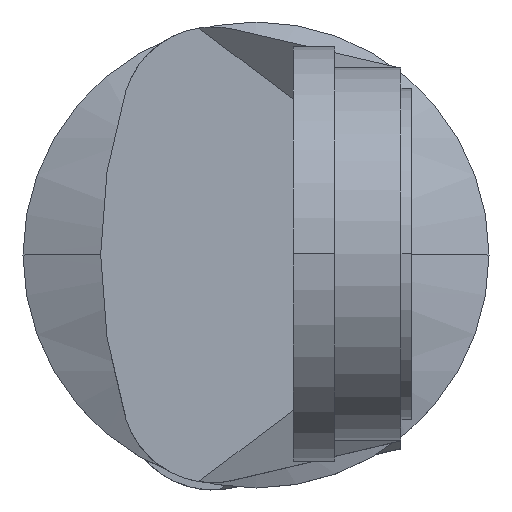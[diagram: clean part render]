
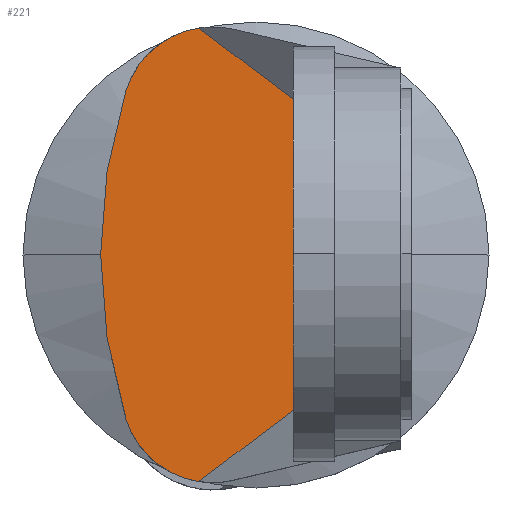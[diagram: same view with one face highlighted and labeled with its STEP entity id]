
A CAD part, top view. The second image highlights one B-rep face of the part: STEP entity #221.
In plain terms, the highlighted planar face has unit normal (0, 0, 1).
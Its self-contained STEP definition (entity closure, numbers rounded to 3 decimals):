
#221=ADVANCED_FACE('',(#462),#461,.F.);
#461=PLANE('',#1289);
#462=FACE_OUTER_BOUND('',#1290,.T.);
#1286=CARTESIAN_POINT('',(5.058,-13.136,92.2));
#1287=DIRECTION('',(0.,0.,-1.));
#1288=DIRECTION('',(-1.,0.,0.));
#1289=AXIS2_PLACEMENT_3D('',#1286,#1287,#1288);
#1290=EDGE_LOOP('',(#1839,#1840,#1841,#1842,#1843,#1844));
#1839=ORIENTED_EDGE('',*,*,#2208,.F.);
#1840=ORIENTED_EDGE('',*,*,#2207,.F.);
#1841=ORIENTED_EDGE('',*,*,#2209,.F.);
#1842=ORIENTED_EDGE('',*,*,#2201,.F.);
#1843=ORIENTED_EDGE('',*,*,#2210,.F.);
#1844=ORIENTED_EDGE('',*,*,#2211,.F.);
#2201=EDGE_CURVE('',#2640,#2648,#2649,.T.);
#2207=EDGE_CURVE('',#2683,#2669,#2690,.T.);
#2208=EDGE_CURVE('',#2669,#2696,#2697,.T.);
#2209=EDGE_CURVE('',#2648,#2683,#2703,.T.);
#2210=EDGE_CURVE('',#2709,#2640,#2710,.T.);
#2211=EDGE_CURVE('',#2696,#2709,#2716,.T.);
#2640=VERTEX_POINT('',#3857);
#2648=VERTEX_POINT('',#3862);
#2649=LINE('',#3863,#3864);
#2669=VERTEX_POINT('',#3874);
#2683=VERTEX_POINT('',#3882);
#2690=LINE('',#3886,#3887);
#2696=VERTEX_POINT('',#3889);
#2697=CIRCLE('',#3893,4.397);
#2703=LINE('',#3894,#3895);
#2709=VERTEX_POINT('',#3897);
#2710=CIRCLE('',#3901,4.397);
#2716=CIRCLE('',#3905,26.323);
#3857=CARTESIAN_POINT('',(-2.766,10.947,92.2));
#3862=CARTESIAN_POINT('',(3.8,6.,92.2));
#3863=CARTESIAN_POINT('',(-2.766,10.947,92.2));
#3864=VECTOR('',#3865,8.221);
#3865=DIRECTION('',(0.799,-0.602,0.));
#3874=CARTESIAN_POINT('',(-2.766,-10.947,92.2));
#3882=CARTESIAN_POINT('',(3.8,-6.,92.2));
#3886=CARTESIAN_POINT('',(3.8,-6.,92.2));
#3887=VECTOR('',#3888,8.221);
#3888=DIRECTION('',(-0.799,-0.602,0.));
#3889=CARTESIAN_POINT('',(-6.278,-7.927,92.2));
#3890=CARTESIAN_POINT('',(-2.085,-6.603,92.2));
#3891=DIRECTION('',(0.,0.,-1.));
#3892=DIRECTION('',(1.,0.,0.));
#3893=AXIS2_PLACEMENT_3D('',#3890,#3891,#3892);
#3894=CARTESIAN_POINT('',(3.8,6.,92.2));
#3895=VECTOR('',#3896,12.);
#3896=DIRECTION('',(0.,-1.,0.));
#3897=CARTESIAN_POINT('',(-6.278,7.927,92.2));
#3898=CARTESIAN_POINT('',(-2.085,6.603,92.2));
#3899=DIRECTION('',(0.,0.,-1.));
#3900=DIRECTION('',(1.,0.,0.));
#3901=AXIS2_PLACEMENT_3D('',#3898,#3899,#3900);
#3902=CARTESIAN_POINT('',(18.823,0.,92.2));
#3903=DIRECTION('',(0.,0.,-1.));
#3904=DIRECTION('',(1.,0.,0.));
#3905=AXIS2_PLACEMENT_3D('',#3902,#3903,#3904);
